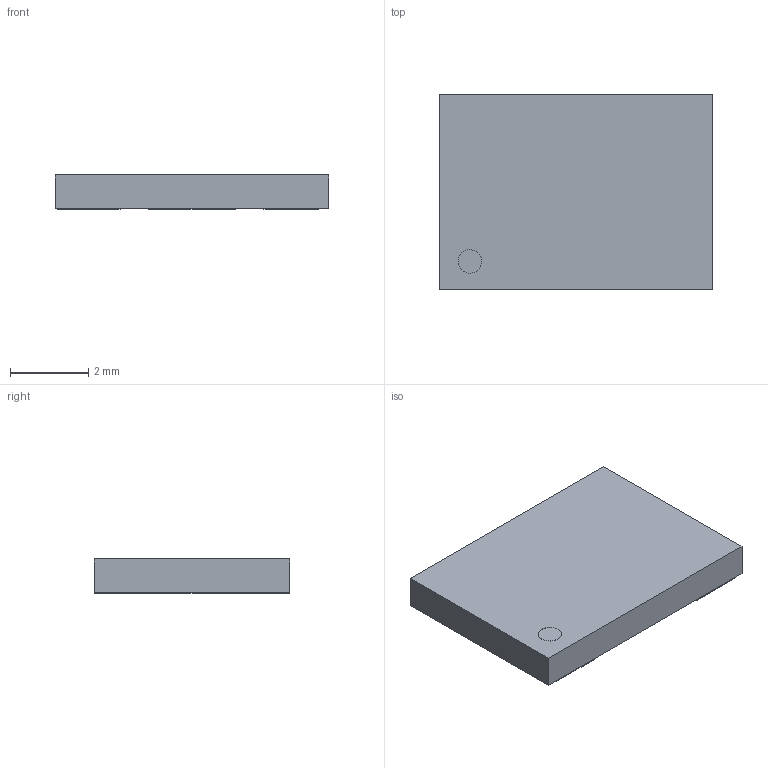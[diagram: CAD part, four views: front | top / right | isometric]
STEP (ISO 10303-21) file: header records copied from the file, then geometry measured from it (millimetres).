
FILE_DESCRIPTION (( 'STEP AP214' ), '1' );
FILE_NAME ('OSC-SMD_4P-L7.0-W5.0-BL-DSC1033AE1-024.0000.STEP', '2022-04-13T06:35:28', ( 'PC' ), ( 'Microsoft' ), 'SwSTEP 2.0', 'SolidWorks 2020', '' );
FILE_SCHEMA (( 'AUTOMOTIVE_DESIGN' ));
Length unit declared in the file: millimetre
Products named in the file (1): OSC-SMD_4P-L7.0-W5.0-BL-DSC1033AE1-024.0000
Bounding box: 7 x 5 x 0.87 mm (x, y, z)
Volume: 30 mm3; surface area: 104.6 mm2
Topology: 5 solids, 5 shells, 99 faces, 240 edges, 160 vertices
Faces by surface type: plane 83, bspline 16
Entity records: 4263 total; most frequent: CARTESIAN_POINT 968, ORIENTED_EDGE 480, DIRECTION 333, EDGE_CURVE 240, LINE 165, VECTOR 165, VERTEX_POINT 160, EDGE_LOOP 108
